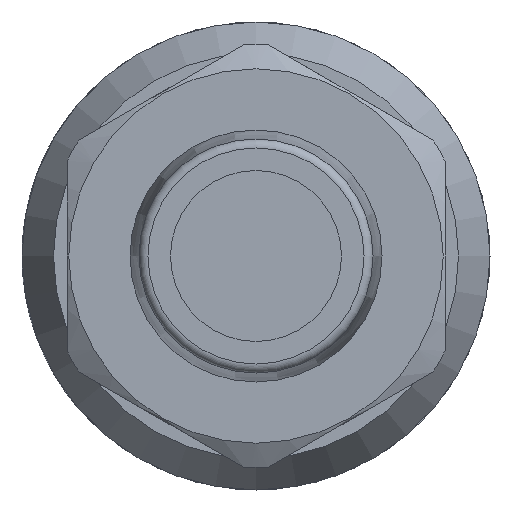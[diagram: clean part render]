
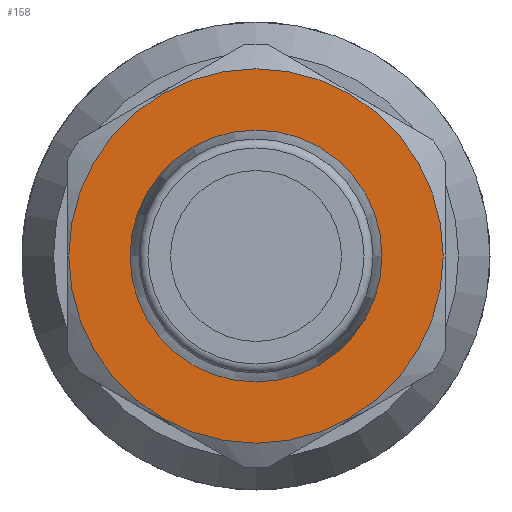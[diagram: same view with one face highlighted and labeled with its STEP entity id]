
A CAD part, left-side view. The second image highlights one B-rep face of the part: STEP entity #158.
In plain terms, the highlighted planar face has unit normal (-1, 0, 0).
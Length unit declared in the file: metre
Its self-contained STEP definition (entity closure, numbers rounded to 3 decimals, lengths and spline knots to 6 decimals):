
#158 = ADVANCED_FACE( 'NONE', ( #397, #398 ), #399, .T. );
#397 = FACE_OUTER_BOUND( '', #745, .T. );
#398 = FACE_BOUND( '', #746, .T. );
#399 = PLANE( '', #747 );
#745 = EDGE_LOOP( '', ( #1170 ) );
#746 = EDGE_LOOP( '', ( #1171 ) );
#747 = AXIS2_PLACEMENT_3D( '', #1172, #1173, #1174 );
#1170 = ORIENTED_EDGE( '', *, *, #1892, .T. );
#1171 = ORIENTED_EDGE( '', *, *, #1893, .F. );
#1172 = CARTESIAN_POINT( '', ( -0.055, 0., 0.007 ) );
#1173 = DIRECTION( '', ( -1., 0., 0. ) );
#1174 = DIRECTION( '', ( 0., 0., 1. ) );
#1892 = EDGE_CURVE( 'NONE', #2250, #2250, #2251, .T. );
#1893 = EDGE_CURVE( 'NONE', #2252, #2252, #2253, .T. );
#2250 = VERTEX_POINT( '', #3076 );
#2251 = CIRCLE( '', #3077, 0.0104 );
#2252 = VERTEX_POINT( '', #3078 );
#2253 = CIRCLE( '', #3079, 0.007 );
#3076 = CARTESIAN_POINT( '', ( -0.055, -0.0104, 0. ) );
#3077 = AXIS2_PLACEMENT_3D( '', #3827, #3828, #3829 );
#3078 = CARTESIAN_POINT( '', ( -0.055, -0.007, 0. ) );
#3079 = AXIS2_PLACEMENT_3D( '', #3830, #3831, #3832 );
#3827 = CARTESIAN_POINT( '', ( -0.055, 0., 0. ) );
#3828 = DIRECTION( '', ( -1., 0., 0. ) );
#3829 = DIRECTION( '', ( 0., -1., 0. ) );
#3830 = CARTESIAN_POINT( '', ( -0.055, 0., 0. ) );
#3831 = DIRECTION( '', ( -1., 0., 0. ) );
#3832 = DIRECTION( '', ( 0., -1., 0. ) );
